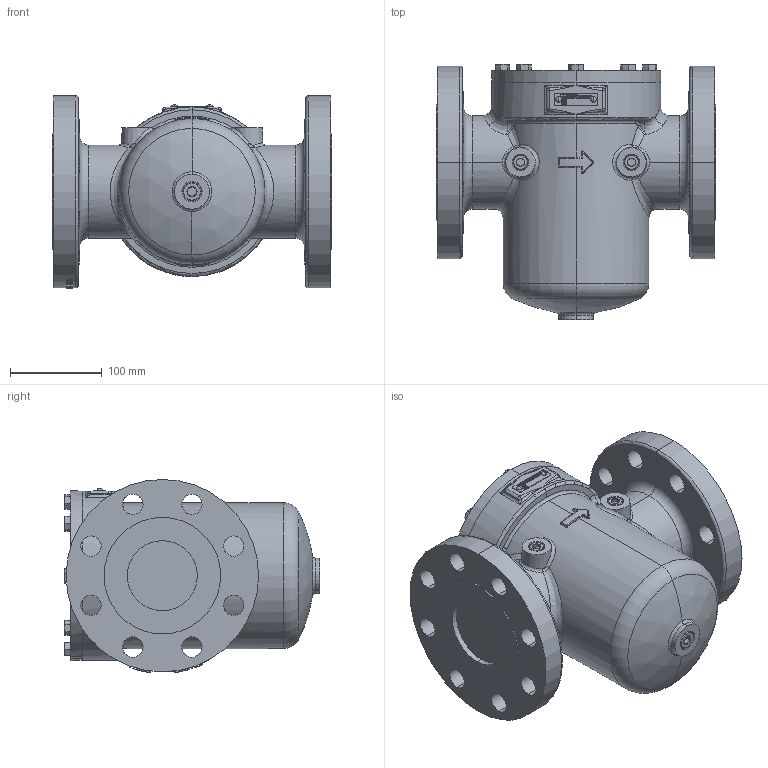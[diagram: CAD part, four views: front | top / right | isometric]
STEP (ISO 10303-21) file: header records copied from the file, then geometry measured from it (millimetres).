
FILE_DESCRIPTION (( 'STEP AP214' ), '1' );
FILE_NAME ('F-1030-HDUC.STEP', '2016-01-25T14:30:04', ( '' ), ( '' ), 'SwSTEP 2.0', 'SolidWorks 2015', '' );
FILE_SCHEMA (( 'AUTOMOTIVE_DESIGN' ));
Length unit declared in the file: inch
Products named in the file (1): F-1030-HDUC
Bounding box: 304.8 x 278.33 x 210.26 mm (x, y, z)
Volume: 7962559.7 mm3; surface area: 372964.4 mm2
Topology: 1 solids, 1 shells, 673 faces, 1879 edges, 1316 vertices
Faces by surface type: plane 256, bspline 150, cone 106, cylinder 105, torus 30, sphere 26
Entity records: 52622 total; most frequent: CARTESIAN_POINT 32674, ORIENTED_EDGE 3694, DIRECTION 2819, EDGE_CURVE 1847, VERTEX_POINT 1308, AXIS2_PLACEMENT_3D 984, VECTOR 851, LINE 851
